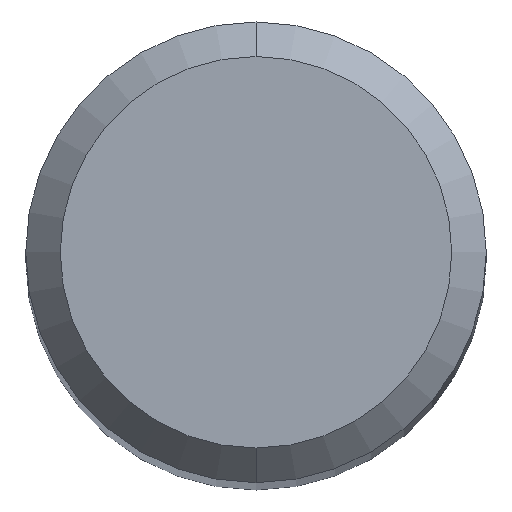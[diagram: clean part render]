
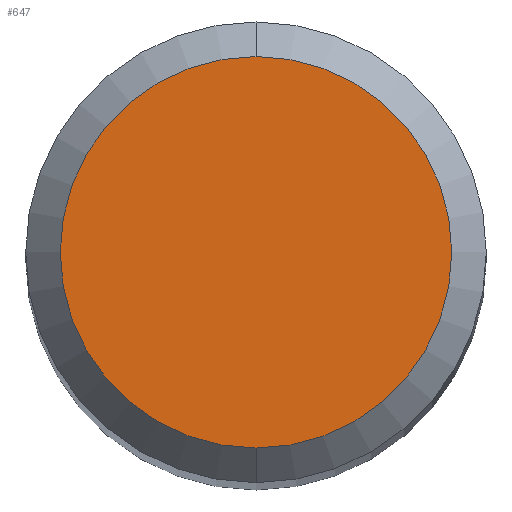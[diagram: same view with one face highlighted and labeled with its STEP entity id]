
A CAD part, top view. The second image highlights one B-rep face of the part: STEP entity #647.
In plain terms, the highlighted planar face has unit normal (0, 0, 1).
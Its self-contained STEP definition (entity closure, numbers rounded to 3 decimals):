
#435=VERTEX_POINT('',#1084);
#589=EDGE_CURVE('',#435,#743,#1249,.T.);
#647=ADVANCED_FACE('',(#1314),#1315,.T.);
#743=VERTEX_POINT('',#1421);
#895=EDGE_CURVE('',#743,#435,#1584,.T.);
#1084=CARTESIAN_POINT('',(0.0,1.7,0.0));
#1249=CIRCLE('',#2545,1.7);
#1314=FACE_OUTER_BOUND('',#2770,.T.);
#1315=PLANE('',#2771);
#1421=CARTESIAN_POINT('',(0.,-1.7,0.0));
#1584=CIRCLE('',#3751,1.7);
#2545=AXIS2_PLACEMENT_3D('',#4246,#4247,#4248);
#2770=EDGE_LOOP('',(#4315,#4316));
#2771=AXIS2_PLACEMENT_3D('',#4317,#4318,#4319);
#3751=AXIS2_PLACEMENT_3D('',#4611,#4612,#4613);
#4246=CARTESIAN_POINT('',(0.0,0.0,0.0));
#4247=DIRECTION('',(0.0,0.0,-1.0));
#4248=DIRECTION('',(0.0,1.0,0.0));
#4315=ORIENTED_EDGE('',*,*,#589,.F.);
#4316=ORIENTED_EDGE('',*,*,#895,.F.);
#4317=CARTESIAN_POINT('',(0.0,0.85,0.0));
#4318=DIRECTION('',(-0.0,0.0,1.0));
#4319=DIRECTION('',(0.0,-1.0,0.0));
#4611=CARTESIAN_POINT('',(0.0,0.0,0.0));
#4612=DIRECTION('',(0.0,0.0,-1.0));
#4613=DIRECTION('',(0.0,1.0,0.0));
